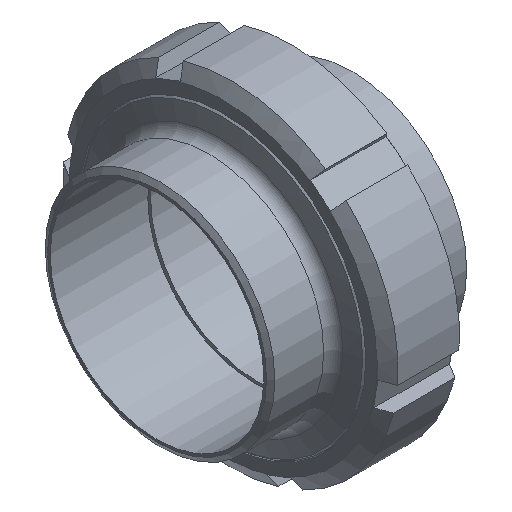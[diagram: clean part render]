
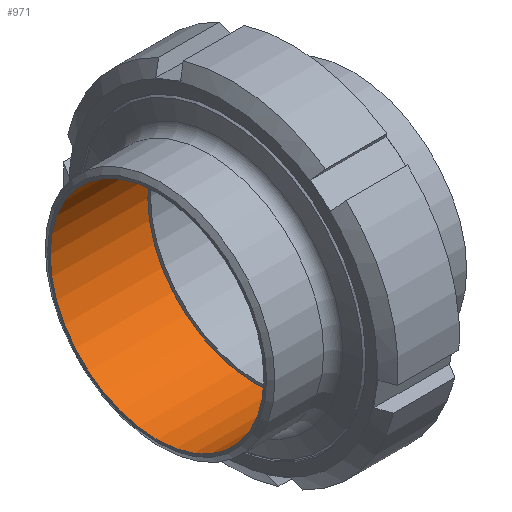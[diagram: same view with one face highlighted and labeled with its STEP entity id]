
A CAD part, isometric view. The second image highlights one B-rep face of the part: STEP entity #971.
In plain terms, the highlighted cylindrical face has radius 40.5 mm (diameter 81 mm), a full revolution.
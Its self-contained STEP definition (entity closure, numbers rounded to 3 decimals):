
#143=CYLINDRICAL_SURFACE('',#1052,40.5);
#163=FACE_BOUND('',#270,.T.);
#194=FACE_OUTER_BOUND('',#269,.T.);
#269=EDGE_LOOP('',(#637));
#270=EDGE_LOOP('',(#638));
#359=CIRCLE('',#1048,40.5);
#360=CIRCLE('',#1051,40.5);
#413=VERTEX_POINT('',#1446);
#414=VERTEX_POINT('',#1450);
#503=EDGE_CURVE('',#413,#413,#359,.T.);
#504=EDGE_CURVE('',#414,#414,#360,.T.);
#637=ORIENTED_EDGE('',*,*,#504,.T.);
#638=ORIENTED_EDGE('',*,*,#503,.F.);
#971=ADVANCED_FACE('',(#194,#163),#143,.F.);
#1048=AXIS2_PLACEMENT_3D('',#1447,#1185,#1186);
#1051=AXIS2_PLACEMENT_3D('',#1451,#1191,#1192);
#1052=AXIS2_PLACEMENT_3D('',#1452,#1193,#1194);
#1185=DIRECTION('center_axis',(1.,0.,0.));
#1186=DIRECTION('ref_axis',(0.,0.,-1.));
#1191=DIRECTION('center_axis',(1.,0.,0.));
#1192=DIRECTION('ref_axis',(0.,0.,-1.));
#1193=DIRECTION('center_axis',(1.,0.,0.));
#1194=DIRECTION('ref_axis',(0.,1.,0.));
#1446=CARTESIAN_POINT('',(-45.,40.5,0.));
#1447=CARTESIAN_POINT('Origin',(-45.,0.,0.));
#1450=CARTESIAN_POINT('',(-8.,40.5,0.));
#1451=CARTESIAN_POINT('Origin',(-8.,0.,0.));
#1452=CARTESIAN_POINT('Origin',(-26.5,0.,0.));
